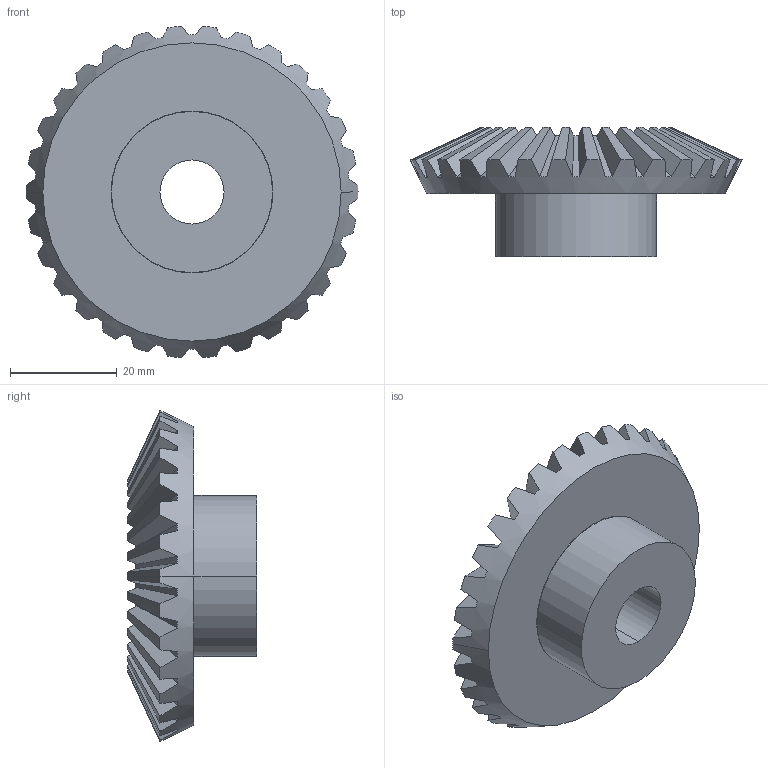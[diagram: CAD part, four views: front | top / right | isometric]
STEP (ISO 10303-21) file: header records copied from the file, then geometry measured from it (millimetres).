
FILE_DESCRIPTION(('STEP AP214'),'1');
FILE_NAME('p_201530-30.stp','2018-10-12T11:00:54',('TraceParts'),('TraceParts S.A.'),'Spatial InterOp 3D',' ',' ');
FILE_SCHEMA(('automotive_design'));
Length unit declared in the file: millimetre
Products named in the file (1): p_201530-30
Bounding box: 62.2 x 24.2 x 62.08 mm (x, y, z)
Volume: 30757.8 mm3; surface area: 10210.9 mm2
Topology: 1 solids, 1 shells, 165 faces, 483 edges, 321 vertices
Faces by surface type: plane 93, cone 66, cylinder 4, torus 2
Entity records: 5395 total; most frequent: CARTESIAN_POINT 1210, ORIENTED_EDGE 966, DIRECTION 838, EDGE_CURVE 483, VERTEX_POINT 321, AXIS2_PLACEMENT_3D 309, LINE 220, VECTOR 220
